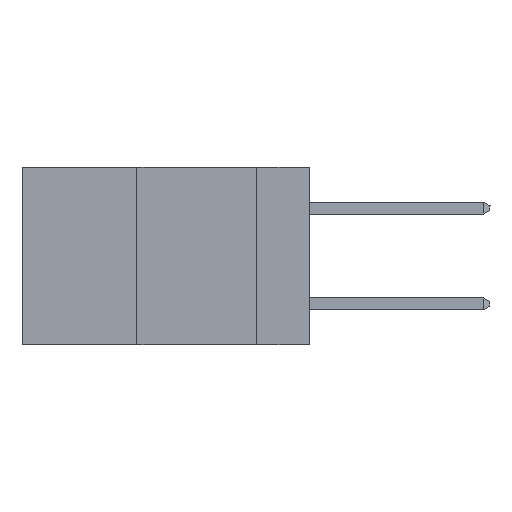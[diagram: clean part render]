
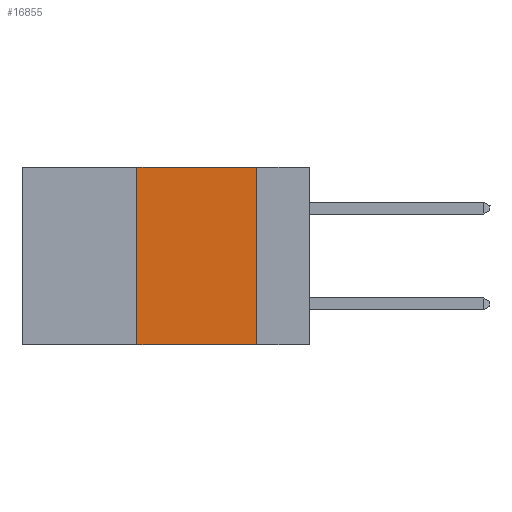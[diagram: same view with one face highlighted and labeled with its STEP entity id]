
A CAD part, left-side view. The second image highlights one B-rep face of the part: STEP entity #16855.
In plain terms, the highlighted planar face has unit normal (-1, 0, 0).
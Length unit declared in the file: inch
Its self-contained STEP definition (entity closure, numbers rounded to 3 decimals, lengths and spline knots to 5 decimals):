
#289 = DIRECTION ( 'NONE',  ( 0., 0., -1. ) ) ;
#510 = PLANE ( 'NONE',  #16079 ) ;
#858 = CARTESIAN_POINT ( 'NONE',  ( 0., 0.11, -0.37 ) ) ;
#1113 = CARTESIAN_POINT ( 'NONE',  ( 0., 0.6, 0. ) ) ;
#1129 = DIRECTION ( 'NONE',  ( 0., 0., 1. ) ) ;
#1392 = VECTOR ( 'NONE', #6656, 39.37008 ) ;
#1814 = LINE ( 'NONE', #2611, #1392 ) ;
#2297 = LINE ( 'NONE', #6392, #10872 ) ;
#2357 = VERTEX_POINT ( 'NONE', #3427 ) ;
#2611 = CARTESIAN_POINT ( 'NONE',  ( 0., 0.11, 0. ) ) ;
#2721 = VERTEX_POINT ( 'NONE', #858 ) ;
#2996 = CARTESIAN_POINT ( 'NONE',  ( 0., 0.6, 0. ) ) ;
#3427 = CARTESIAN_POINT ( 'NONE',  ( 0., 0.36, -0.37 ) ) ;
#3580 = VERTEX_POINT ( 'NONE', #8133 ) ;
#3907 = EDGE_CURVE ( 'NONE', #5250, #3580, #7377, .T. ) ;
#4352 = LINE ( 'NONE', #12767, #8221 ) ;
#5250 = VERTEX_POINT ( 'NONE', #14011 ) ;
#5334 = VECTOR ( 'NONE', #7738, 39.37008 ) ;
#6392 = CARTESIAN_POINT ( 'NONE',  ( 0., 0.36, 0. ) ) ;
#6656 = DIRECTION ( 'NONE',  ( 0., 0., -1. ) ) ;
#7377 = LINE ( 'NONE', #1113, #5334 ) ;
#7382 = ORIENTED_EDGE ( 'NONE', *, *, #9849, .F. ) ;
#7738 = DIRECTION ( 'NONE',  ( 0., -1., 0. ) ) ;
#8133 = CARTESIAN_POINT ( 'NONE',  ( 0., 0.11, 0. ) ) ;
#8221 = VECTOR ( 'NONE', #8852, 39.37008 ) ;
#8852 = DIRECTION ( 'NONE',  ( 0., -1., 0. ) ) ;
#9002 = EDGE_LOOP ( 'NONE', ( #13270, #15352, #7382, #16435 ) ) ;
#9849 = EDGE_CURVE ( 'NONE', #2357, #5250, #2297, .T. ) ;
#9892 = EDGE_CURVE ( 'NONE', #2357, #2721, #4352, .T. ) ;
#9913 = FACE_OUTER_BOUND ( 'NONE', #9002, .T. ) ;
#10872 = VECTOR ( 'NONE', #1129, 39.37008 ) ;
#11785 = EDGE_CURVE ( 'NONE', #3580, #2721, #1814, .T. ) ;
#12146 = DIRECTION ( 'NONE',  ( 1., 0., 0. ) ) ;
#12767 = CARTESIAN_POINT ( 'NONE',  ( 0., 0.6, -0.37 ) ) ;
#13270 = ORIENTED_EDGE ( 'NONE', *, *, #11785, .F. ) ;
#14011 = CARTESIAN_POINT ( 'NONE',  ( 0., 0.36, 0. ) ) ;
#15352 = ORIENTED_EDGE ( 'NONE', *, *, #3907, .F. ) ;
#16079 = AXIS2_PLACEMENT_3D ( 'NONE', #2996, #12146, #289 ) ;
#16435 = ORIENTED_EDGE ( 'NONE', *, *, #9892, .T. ) ;
#16855 = ADVANCED_FACE ( 'NONE', ( #9913 ), #510, .F. ) ;
